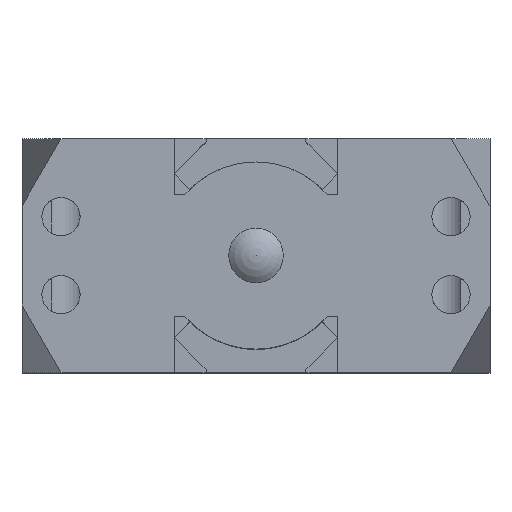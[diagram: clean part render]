
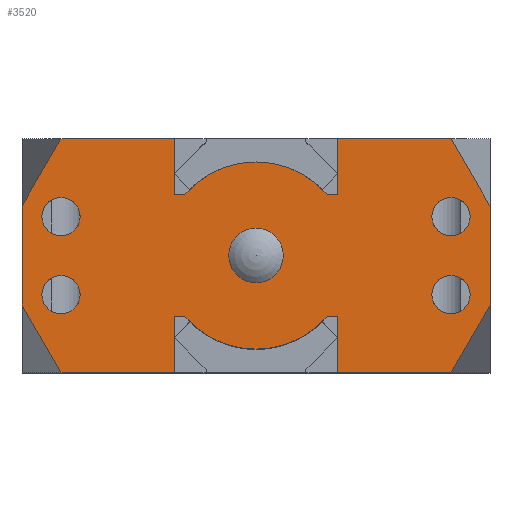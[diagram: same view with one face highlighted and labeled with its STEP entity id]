
A CAD part, top view. The second image highlights one B-rep face of the part: STEP entity #3520.
In plain terms, the highlighted planar face has unit normal (0, 0, 1).
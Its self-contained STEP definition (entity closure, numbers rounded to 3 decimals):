
#69=FACE_BOUND('',#438,.T.);
#70=FACE_BOUND('',#439,.T.);
#71=FACE_BOUND('',#440,.T.);
#72=FACE_BOUND('',#441,.T.);
#73=FACE_BOUND('',#442,.T.);
#74=FACE_BOUND('',#443,.T.);
#438=EDGE_LOOP('',(#2234));
#439=EDGE_LOOP('',(#2235));
#440=EDGE_LOOP('',(#2236));
#441=EDGE_LOOP('',(#2237));
#442=EDGE_LOOP('',(#2238));
#443=EDGE_LOOP('',(#2239,#2240,#2241,#2242,#2243,#2244,#2245,#2246,#2247,
#2248,#2249,#2250,#2251,#2252,#2253,#2254,#2255,#2256,#2257,#2258));
#660=CIRCLE('',#3708,1.225);
#662=CIRCLE('',#3712,1.225);
#664=CIRCLE('',#3716,1.225);
#666=CIRCLE('',#3720,1.225);
#667=CIRCLE('',#3722,1.75);
#669=CIRCLE('',#3726,6.);
#670=CIRCLE('',#3727,6.);
#713=LINE('',#4867,#1051);
#714=LINE('',#4869,#1052);
#715=LINE('',#4871,#1053);
#716=LINE('',#4873,#1054);
#717=LINE('',#4875,#1055);
#718=LINE('',#4877,#1056);
#719=LINE('',#4879,#1057);
#720=LINE('',#4881,#1058);
#721=LINE('',#4885,#1059);
#722=LINE('',#4887,#1060);
#723=LINE('',#4889,#1061);
#724=LINE('',#4891,#1062);
#725=LINE('',#4893,#1063);
#726=LINE('',#4895,#1064);
#727=LINE('',#4897,#1065);
#728=LINE('',#4899,#1066);
#729=LINE('',#4901,#1067);
#730=LINE('',#4904,#1068);
#1051=VECTOR('',#3945,3.6);
#1052=VECTOR('',#3946,7.25);
#1053=VECTOR('',#3947,5.);
#1054=VECTOR('',#3948,6.34);
#1055=VECTOR('',#3949,5.);
#1056=VECTOR('',#3950,7.25);
#1057=VECTOR('',#3951,3.6);
#1058=VECTOR('',#3952,0.69);
#1059=VECTOR('',#3955,0.69);
#1060=VECTOR('',#3956,3.6);
#1061=VECTOR('',#3957,7.25);
#1062=VECTOR('',#3958,5.);
#1063=VECTOR('',#3959,6.34);
#1064=VECTOR('',#3960,5.);
#1065=VECTOR('',#3961,7.25);
#1066=VECTOR('',#3962,3.6);
#1067=VECTOR('',#3963,0.69);
#1068=VECTOR('',#3966,0.69);
#1387=VERTEX_POINT('',#4679);
#1390=VERTEX_POINT('',#4738);
#1393=VERTEX_POINT('',#4797);
#1396=VERTEX_POINT('',#4856);
#1397=VERTEX_POINT('',#4859);
#1399=VERTEX_POINT('',#4865);
#1400=VERTEX_POINT('',#4866);
#1401=VERTEX_POINT('',#4868);
#1402=VERTEX_POINT('',#4870);
#1403=VERTEX_POINT('',#4872);
#1404=VERTEX_POINT('',#4874);
#1405=VERTEX_POINT('',#4876);
#1406=VERTEX_POINT('',#4878);
#1407=VERTEX_POINT('',#4880);
#1408=VERTEX_POINT('',#4882);
#1409=VERTEX_POINT('',#4884);
#1410=VERTEX_POINT('',#4886);
#1411=VERTEX_POINT('',#4888);
#1412=VERTEX_POINT('',#4890);
#1413=VERTEX_POINT('',#4892);
#1414=VERTEX_POINT('',#4894);
#1415=VERTEX_POINT('',#4896);
#1416=VERTEX_POINT('',#4898);
#1417=VERTEX_POINT('',#4900);
#1418=VERTEX_POINT('',#4902);
#1722=EDGE_CURVE('',#1387,#1387,#660,.T.);
#1726=EDGE_CURVE('',#1390,#1390,#662,.T.);
#1730=EDGE_CURVE('',#1393,#1393,#664,.T.);
#1734=EDGE_CURVE('',#1396,#1396,#666,.T.);
#1735=EDGE_CURVE('',#1397,#1397,#667,.T.);
#1737=EDGE_CURVE('',#1399,#1400,#713,.T.);
#1738=EDGE_CURVE('',#1401,#1399,#714,.T.);
#1739=EDGE_CURVE('',#1401,#1402,#715,.T.);
#1740=EDGE_CURVE('',#1403,#1402,#716,.T.);
#1741=EDGE_CURVE('',#1403,#1404,#717,.T.);
#1742=EDGE_CURVE('',#1405,#1404,#718,.T.);
#1743=EDGE_CURVE('',#1405,#1406,#719,.T.);
#1744=EDGE_CURVE('',#1406,#1407,#720,.T.);
#1745=EDGE_CURVE('',#1407,#1408,#669,.T.);
#1746=EDGE_CURVE('',#1408,#1409,#721,.T.);
#1747=EDGE_CURVE('',#1410,#1409,#722,.T.);
#1748=EDGE_CURVE('',#1411,#1410,#723,.T.);
#1749=EDGE_CURVE('',#1411,#1412,#724,.T.);
#1750=EDGE_CURVE('',#1413,#1412,#725,.T.);
#1751=EDGE_CURVE('',#1413,#1414,#726,.T.);
#1752=EDGE_CURVE('',#1415,#1414,#727,.T.);
#1753=EDGE_CURVE('',#1415,#1416,#728,.T.);
#1754=EDGE_CURVE('',#1417,#1416,#729,.T.);
#1755=EDGE_CURVE('',#1417,#1418,#670,.T.);
#1756=EDGE_CURVE('',#1400,#1418,#730,.T.);
#2234=ORIENTED_EDGE('',*,*,#1722,.T.);
#2235=ORIENTED_EDGE('',*,*,#1726,.T.);
#2236=ORIENTED_EDGE('',*,*,#1730,.T.);
#2237=ORIENTED_EDGE('',*,*,#1734,.T.);
#2238=ORIENTED_EDGE('',*,*,#1735,.T.);
#2239=ORIENTED_EDGE('',*,*,#1737,.F.);
#2240=ORIENTED_EDGE('',*,*,#1738,.F.);
#2241=ORIENTED_EDGE('',*,*,#1739,.T.);
#2242=ORIENTED_EDGE('',*,*,#1740,.F.);
#2243=ORIENTED_EDGE('',*,*,#1741,.T.);
#2244=ORIENTED_EDGE('',*,*,#1742,.F.);
#2245=ORIENTED_EDGE('',*,*,#1743,.T.);
#2246=ORIENTED_EDGE('',*,*,#1744,.T.);
#2247=ORIENTED_EDGE('',*,*,#1745,.T.);
#2248=ORIENTED_EDGE('',*,*,#1746,.T.);
#2249=ORIENTED_EDGE('',*,*,#1747,.F.);
#2250=ORIENTED_EDGE('',*,*,#1748,.F.);
#2251=ORIENTED_EDGE('',*,*,#1749,.T.);
#2252=ORIENTED_EDGE('',*,*,#1750,.F.);
#2253=ORIENTED_EDGE('',*,*,#1751,.T.);
#2254=ORIENTED_EDGE('',*,*,#1752,.F.);
#2255=ORIENTED_EDGE('',*,*,#1753,.T.);
#2256=ORIENTED_EDGE('',*,*,#1754,.F.);
#2257=ORIENTED_EDGE('',*,*,#1755,.T.);
#2258=ORIENTED_EDGE('',*,*,#1756,.F.);
#3199=PLANE('',#3725);
#3520=ADVANCED_FACE('',(#69,#70,#71,#72,#73,#74),#3199,.F.);
#3708=AXIS2_PLACEMENT_3D('',#4680,#3906,#3907);
#3712=AXIS2_PLACEMENT_3D('',#4739,#3915,#3916);
#3716=AXIS2_PLACEMENT_3D('',#4798,#3924,#3925);
#3720=AXIS2_PLACEMENT_3D('',#4857,#3933,#3934);
#3722=AXIS2_PLACEMENT_3D('',#4860,#3937,#3938);
#3725=AXIS2_PLACEMENT_3D('',#4864,#3943,#3944);
#3726=AXIS2_PLACEMENT_3D('',#4883,#3953,#3954);
#3727=AXIS2_PLACEMENT_3D('',#4903,#3964,#3965);
#3906=DIRECTION('center_axis',(0.,0.,-1.));
#3907=DIRECTION('ref_axis',(1.,0.,0.));
#3915=DIRECTION('center_axis',(0.,0.,-1.));
#3916=DIRECTION('ref_axis',(1.,0.,0.));
#3924=DIRECTION('center_axis',(0.,0.,-1.));
#3925=DIRECTION('ref_axis',(1.,0.,0.));
#3933=DIRECTION('center_axis',(0.,0.,-1.));
#3934=DIRECTION('ref_axis',(1.,0.,0.));
#3937=DIRECTION('center_axis',(0.,0.,-1.));
#3938=DIRECTION('ref_axis',(1.,0.,0.));
#3943=DIRECTION('center_axis',(0.,0.,-1.));
#3944=DIRECTION('ref_axis',(-1.,0.,0.));
#3945=DIRECTION('',(0.,1.,0.));
#3946=DIRECTION('',(-1.,0.,0.));
#3947=DIRECTION('',(0.5,0.866,0.));
#3948=DIRECTION('',(0.,-1.,0.));
#3949=DIRECTION('',(-0.5,0.866,0.));
#3950=DIRECTION('',(1.,0.,0.));
#3951=DIRECTION('',(0.,-1.,0.));
#3952=DIRECTION('',(-1.,0.,0.));
#3953=DIRECTION('center_axis',(0.,0.,1.));
#3954=DIRECTION('ref_axis',(-1.,0.,0.));
#3955=DIRECTION('',(-1.,0.,0.));
#3956=DIRECTION('',(0.,-1.,0.));
#3957=DIRECTION('',(1.,0.,0.));
#3958=DIRECTION('',(-0.5,-0.866,0.));
#3959=DIRECTION('',(0.,1.,0.));
#3960=DIRECTION('',(0.5,-0.866,0.));
#3961=DIRECTION('',(-1.,0.,0.));
#3962=DIRECTION('',(0.,1.,0.));
#3963=DIRECTION('',(-1.,0.,0.));
#3964=DIRECTION('center_axis',(0.,0.,1.));
#3965=DIRECTION('ref_axis',(-1.,0.,0.));
#3966=DIRECTION('',(-1.,0.,0.));
#4679=CARTESIAN_POINT('',(13.725,-2.5,14.5));
#4680=CARTESIAN_POINT('Origin',(12.5,-2.5,14.5));
#4738=CARTESIAN_POINT('',(-11.275,2.5,14.5));
#4739=CARTESIAN_POINT('Origin',(-12.5,2.5,14.5));
#4797=CARTESIAN_POINT('',(-11.275,-2.5,14.5));
#4798=CARTESIAN_POINT('Origin',(-12.5,-2.5,14.5));
#4856=CARTESIAN_POINT('',(13.725,2.5,14.5));
#4857=CARTESIAN_POINT('Origin',(12.5,2.5,14.5));
#4859=CARTESIAN_POINT('',(1.75,0.,14.5));
#4860=CARTESIAN_POINT('Origin',(0.,0.,14.5));
#4864=CARTESIAN_POINT('Origin',(15.,-7.5,14.5));
#4865=CARTESIAN_POINT('',(5.25,-7.5,14.5));
#4866=CARTESIAN_POINT('',(5.25,-3.9,14.5));
#4867=CARTESIAN_POINT('',(5.25,-7.5,14.5));
#4868=CARTESIAN_POINT('',(12.5,-7.5,14.5));
#4869=CARTESIAN_POINT('',(7.5,-7.5,14.5));
#4870=CARTESIAN_POINT('',(15.,-3.17,14.5));
#4871=CARTESIAN_POINT('',(15.,-3.17,14.5));
#4872=CARTESIAN_POINT('',(15.,3.17,14.5));
#4873=CARTESIAN_POINT('',(15.,-3.75,14.5));
#4874=CARTESIAN_POINT('',(12.5,7.5,14.5));
#4875=CARTESIAN_POINT('',(12.5,7.5,14.5));
#4876=CARTESIAN_POINT('',(5.25,7.5,14.5));
#4877=CARTESIAN_POINT('',(7.5,7.5,14.5));
#4878=CARTESIAN_POINT('',(5.25,3.9,14.5));
#4879=CARTESIAN_POINT('',(5.25,7.5,14.5));
#4880=CARTESIAN_POINT('',(4.56,3.9,14.5));
#4881=CARTESIAN_POINT('',(5.25,3.9,14.5));
#4882=CARTESIAN_POINT('',(-4.56,3.9,14.5));
#4883=CARTESIAN_POINT('Origin',(0.,0.,14.5));
#4884=CARTESIAN_POINT('',(-5.25,3.9,14.5));
#4885=CARTESIAN_POINT('',(5.25,3.9,14.5));
#4886=CARTESIAN_POINT('',(-5.25,7.5,14.5));
#4887=CARTESIAN_POINT('',(-5.25,7.5,14.5));
#4888=CARTESIAN_POINT('',(-12.5,7.5,14.5));
#4889=CARTESIAN_POINT('',(7.5,7.5,14.5));
#4890=CARTESIAN_POINT('',(-15.,3.17,14.5));
#4891=CARTESIAN_POINT('',(-15.,3.17,14.5));
#4892=CARTESIAN_POINT('',(-15.,-3.17,14.5));
#4893=CARTESIAN_POINT('',(-15.,-3.75,14.5));
#4894=CARTESIAN_POINT('',(-12.5,-7.5,14.5));
#4895=CARTESIAN_POINT('',(-12.5,-7.5,14.5));
#4896=CARTESIAN_POINT('',(-5.25,-7.5,14.5));
#4897=CARTESIAN_POINT('',(7.5,-7.5,14.5));
#4898=CARTESIAN_POINT('',(-5.25,-3.9,14.5));
#4899=CARTESIAN_POINT('',(-5.25,-7.5,14.5));
#4900=CARTESIAN_POINT('',(-4.56,-3.9,14.5));
#4901=CARTESIAN_POINT('',(5.25,-3.9,14.5));
#4902=CARTESIAN_POINT('',(4.56,-3.9,14.5));
#4903=CARTESIAN_POINT('Origin',(0.,0.,14.5));
#4904=CARTESIAN_POINT('',(5.25,-3.9,14.5));
